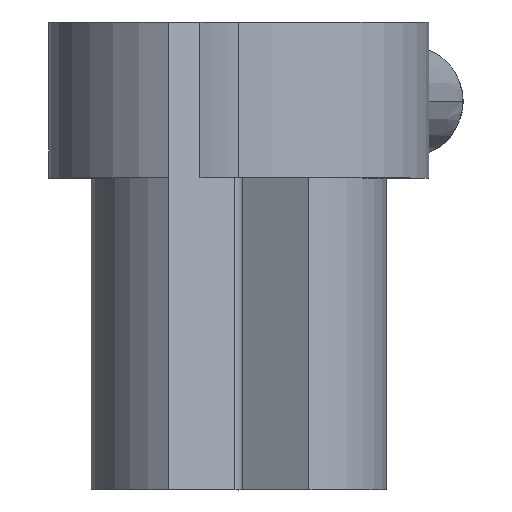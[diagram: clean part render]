
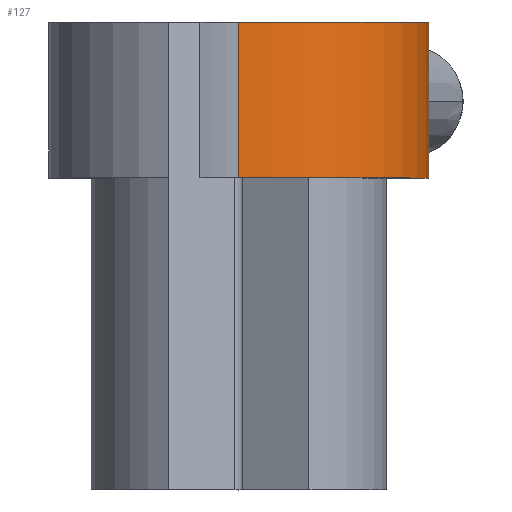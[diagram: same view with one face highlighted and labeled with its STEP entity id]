
A CAD part, top view. The second image highlights one B-rep face of the part: STEP entity #127.
In plain terms, the highlighted cylindrical face has radius 12.2 mm (diameter 24.4 mm), a partial arc.
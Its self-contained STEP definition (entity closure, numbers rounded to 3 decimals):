
#127 = ADVANCED_FACE ( 'NONE', ( #733 ), #763, .T. ) ;
#128 = ORIENTED_EDGE ( 'NONE', *, *, #129, .T. ) ;
#129 = EDGE_CURVE ( 'NONE', #130, #131, #732, .T. ) ;
#130 = VERTEX_POINT ( 'NONE', #929 ) ;
#131 = VERTEX_POINT ( 'NONE', #728 ) ;
#132 = ORIENTED_EDGE ( 'NONE', *, *, #212, .T. ) ;
#133 = ORIENTED_EDGE ( 'NONE', *, *, #134, .F. ) ;
#134 = EDGE_CURVE ( 'NONE', #135, #213, #938, .T. ) ;
#135 = VERTEX_POINT ( 'NONE', #764 ) ;
#136 = ORIENTED_EDGE ( 'NONE', *, *, #137, .F. ) ;
#137 = EDGE_CURVE ( 'NONE', #130, #135, #738, .T. ) ;
#140 = EDGE_LOOP ( 'NONE', ( #128, #132, #133, #136 ) ) ;
#212 = EDGE_CURVE ( 'NONE', #131, #213, #769, .T. ) ;
#213 = VERTEX_POINT ( 'NONE', #912 ) ;
#728 = CARTESIAN_POINT ( 'NONE',  ( 0., 19.999, -12.2 ) ) ;
#729 = DIRECTION ( 'NONE',  ( 0., 0., 1. ) ) ;
#730 = DIRECTION ( 'NONE',  ( 0., 1., 0. ) ) ;
#731 = AXIS2_PLACEMENT_3D ( 'NONE', #935, #730, #729 ) ;
#732 = CIRCLE ( 'NONE', #731, 12.2 ) ;
#733 = FACE_OUTER_BOUND ( 'NONE', #140, .T. ) ;
#735 = DIRECTION ( 'NONE',  ( 0., 1., 0. ) ) ;
#736 = VECTOR ( 'NONE', #735, 1000. ) ;
#737 = CARTESIAN_POINT ( 'NONE',  ( 0., 19.999, 12.2 ) ) ;
#738 = LINE ( 'NONE', #737, #736 ) ;
#739 = CARTESIAN_POINT ( 'NONE',  ( 0., 19.999, 0. ) ) ;
#740 = AXIS2_PLACEMENT_3D ( 'NONE', #739, #937, #936 ) ;
#763 = CYLINDRICAL_SURFACE ( 'NONE', #740, 12.2 ) ;
#764 = CARTESIAN_POINT ( 'NONE',  ( 0., 29.999, 12.2 ) ) ;
#765 = DIRECTION ( 'NONE',  ( 0., 0., 1. ) ) ;
#766 = DIRECTION ( 'NONE',  ( 0., 1., 0. ) ) ;
#767 = CARTESIAN_POINT ( 'NONE',  ( 0., 29.999, 0. ) ) ;
#768 = AXIS2_PLACEMENT_3D ( 'NONE', #767, #766, #765 ) ;
#769 = LINE ( 'NONE', #915, #914 ) ;
#912 = CARTESIAN_POINT ( 'NONE',  ( 0., 29.999, -12.2 ) ) ;
#913 = DIRECTION ( 'NONE',  ( 0., 1., 0. ) ) ;
#914 = VECTOR ( 'NONE', #913, 1000. ) ;
#915 = CARTESIAN_POINT ( 'NONE',  ( 0., 19.999, -12.2 ) ) ;
#929 = CARTESIAN_POINT ( 'NONE',  ( 0., 19.999, 12.2 ) ) ;
#935 = CARTESIAN_POINT ( 'NONE',  ( 0., 19.999, 0. ) ) ;
#936 = DIRECTION ( 'NONE',  ( 0., 0., 1. ) ) ;
#937 = DIRECTION ( 'NONE',  ( 0., 1., 0. ) ) ;
#938 = CIRCLE ( 'NONE', #768, 12.2 ) ;
